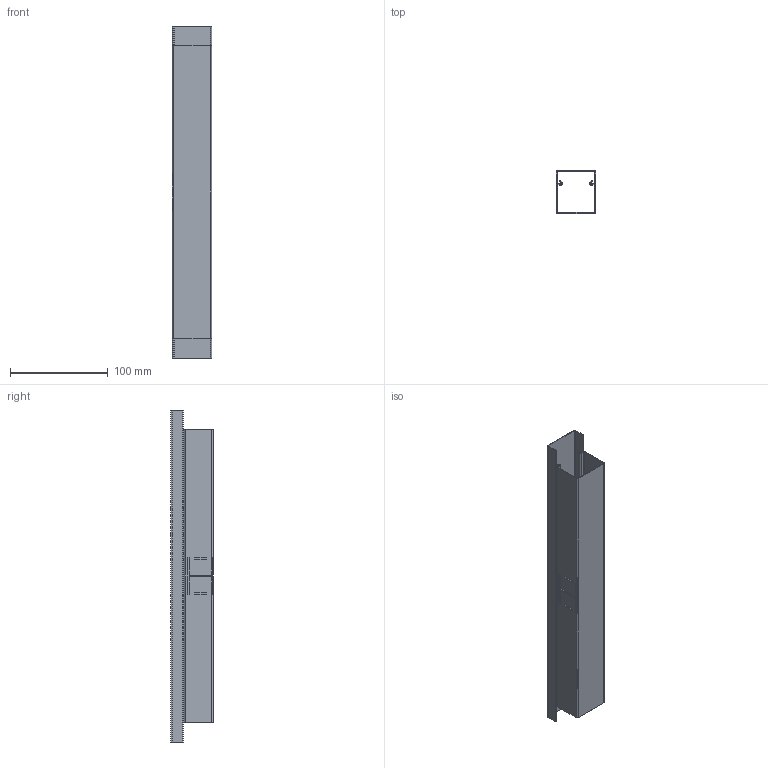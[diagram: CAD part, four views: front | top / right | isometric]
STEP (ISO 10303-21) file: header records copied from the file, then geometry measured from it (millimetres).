
FILE_DESCRIPTION (( 'STEP AP214' ), '1' );
FILE_NAME ('6249256.stp', '2016-08-19T11:01:22', ( '' ), ( '' ), 'SwSTEP 2.0', 'SolidWorks 2014', '' );
FILE_SCHEMA (( 'AUTOMOTIVE_DESIGN' ));
Length unit declared in the file: millimetre
Products named in the file (3): Oberteil_1; LKM_40060_T_einbauz; 6249256
Assembly tree (2 placements, depth 2):
  6249256
    LKM_40060_T_einbauz
    Oberteil_1
Bounding box: 40.05 x 43.67 x 340 mm (x, y, z)
Volume: 41823.2 mm3; surface area: 113146.8 mm2
Topology: 2 solids, 2 shells, 66 faces, 188 edges, 124 vertices
Faces by surface type: plane 46, cylinder 20
Entity records: 2966 total; most frequent: CARTESIAN_POINT 383, ORIENTED_EDGE 376, DIRECTION 370, EDGE_CURVE 188, VECTOR 148, LINE 148, VERTEX_POINT 124, AXIS2_PLACEMENT_3D 111
